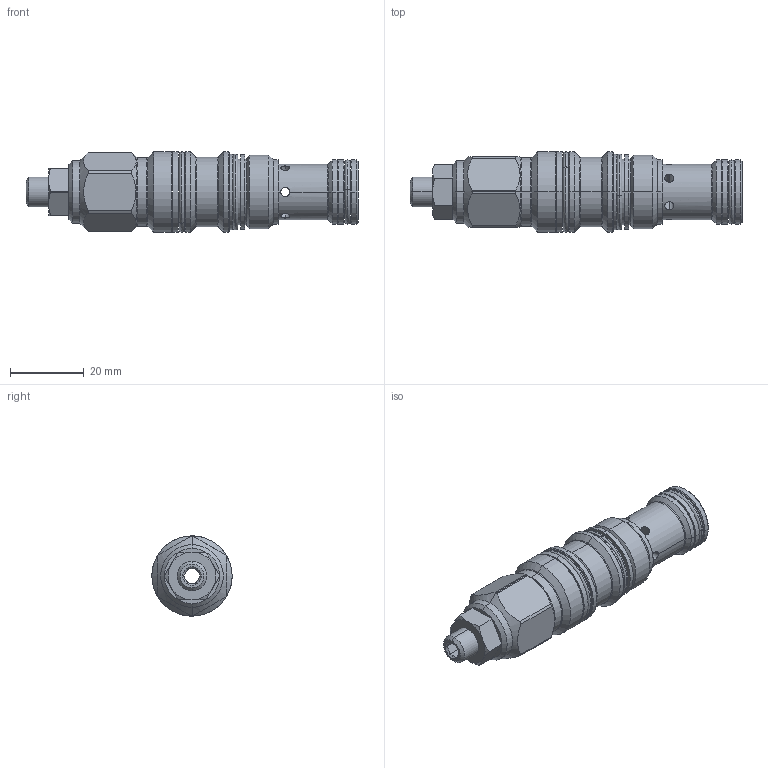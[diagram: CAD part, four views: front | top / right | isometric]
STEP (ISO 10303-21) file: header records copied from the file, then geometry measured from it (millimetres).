
FILE_DESCRIPTION (( 'STEP AP214' ), '1' );
FILE_NAME ('CD4AM070031100A.STEP', '2018-04-26T06:37:13', ( 'Fabio Pellicciari' ), ( '' ), 'SwSTEP 2.0', 'SolidWorks 2015', '' );
FILE_SCHEMA (( 'AUTOMOTIVE_DESIGN' ));
Length unit declared in the file: millimetre
Products named in the file (1): CD4AM070031100A
Bounding box: 90.14 x 21.8 x 21.8 mm (x, y, z)
Surface area: 8615.6 mm2 (no closed solid volume)
Topology: 0 solids, 16 shells, 205 faces, 479 edges, 292 vertices
Faces by surface type: cylinder 68, cone 52, plane 45, torus 40
Entity records: 8812 total; most frequent: CARTESIAN_POINT 1779, DIRECTION 1103, ORIENTED_EDGE 890, EDGE_CURVE 479, AXIS2_PLACEMENT_3D 478, VERTEX_POINT 292, CIRCLE 272, EDGE_LOOP 229
